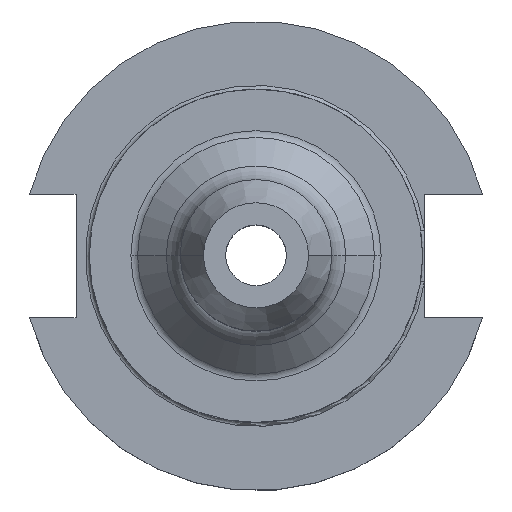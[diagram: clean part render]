
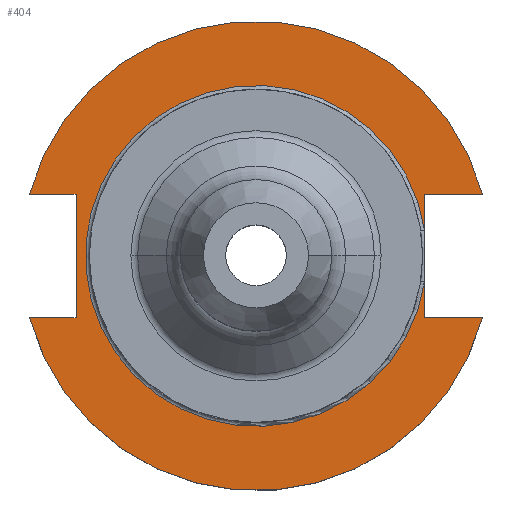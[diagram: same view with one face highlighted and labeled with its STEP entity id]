
A CAD part, top view. The second image highlights one B-rep face of the part: STEP entity #404.
In plain terms, the highlighted planar face has unit normal (0, 0, 1).
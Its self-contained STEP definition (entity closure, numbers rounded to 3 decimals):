
#22 = ORIENTED_EDGE ( 'NONE', *, *, #863, .T. ) ;
#73 = CARTESIAN_POINT ( 'NONE',  ( 0., 0., 19.05 ) ) ;
#91 = ORIENTED_EDGE ( 'NONE', *, *, #908, .F. ) ;
#133 = DIRECTION ( 'NONE',  ( 1., 0., 0. ) ) ;
#139 = CARTESIAN_POINT ( 'NONE',  ( 0., 0., 19.05 ) ) ;
#142 = DIRECTION ( 'NONE',  ( 1., 0., 0. ) ) ;
#164 = VECTOR ( 'NONE', #1842, 1000. ) ;
#191 = VECTOR ( 'NONE', #1100, 1000. ) ;
#194 = CARTESIAN_POINT ( 'NONE',  ( 35.306, 12.954, 19.05 ) ) ;
#214 = LINE ( 'NONE', #638, #191 ) ;
#234 = CIRCLE ( 'NONE', #835, 35.725 ) ;
#265 = CARTESIAN_POINT ( 'NONE',  ( 35.306, 12.954, 19.05 ) ) ;
#290 = VERTEX_POINT ( 'NONE', #885 ) ;
#299 = EDGE_CURVE ( 'NONE', #637, #739, #405, .T. ) ;
#305 = CARTESIAN_POINT ( 'NONE',  ( -47.477, 12.954, 19.05 ) ) ;
#348 = LINE ( 'NONE', #1487, #1592 ) ;
#359 = CARTESIAN_POINT ( 'NONE',  ( -37.719, -12.954, 19.05 ) ) ;
#393 = CARTESIAN_POINT ( 'NONE',  ( 47.477, -12.954, 19.05 ) ) ;
#404 = ADVANCED_FACE ( 'NONE', ( #1579 ), #622, .T. ) ;
#405 = CIRCLE ( 'NONE', #1817, 49.212 ) ;
#410 = EDGE_CURVE ( 'NONE', #817, #739, #590, .T. ) ;
#427 = DIRECTION ( 'NONE',  ( 0., 0., -1. ) ) ;
#435 = CARTESIAN_POINT ( 'NONE',  ( 0., 0., 19.05 ) ) ;
#461 = DIRECTION ( 'NONE',  ( -1., 0., 0. ) ) ;
#487 = AXIS2_PLACEMENT_3D ( 'NONE', #1251, #1857, #1518 ) ;
#521 = DIRECTION ( 'NONE',  ( -1., 0., 0. ) ) ;
#541 = EDGE_LOOP ( 'NONE', ( #1664, #1217, #1293, #861, #723, #1361, #1725, #855, #22, #91 ) ) ;
#549 = VECTOR ( 'NONE', #1430, 1000. ) ;
#550 = CARTESIAN_POINT ( 'NONE',  ( -37.719, 12.954, 19.05 ) ) ;
#590 = LINE ( 'NONE', #1557, #1018 ) ;
#622 = PLANE ( 'NONE',  #487 ) ;
#637 = VERTEX_POINT ( 'NONE', #1197 ) ;
#638 = CARTESIAN_POINT ( 'NONE',  ( 35.306, 12.954, 19.05 ) ) ;
#666 = LINE ( 'NONE', #194, #164 ) ;
#688 = CARTESIAN_POINT ( 'NONE',  ( -37.719, 12.954, 19.05 ) ) ;
#696 = CARTESIAN_POINT ( 'NONE',  ( 35.306, -5.455, 19.05 ) ) ;
#723 = ORIENTED_EDGE ( 'NONE', *, *, #299, .T. ) ;
#732 = CARTESIAN_POINT ( 'NONE',  ( -47.477, -12.954, 19.05 ) ) ;
#739 = VERTEX_POINT ( 'NONE', #305 ) ;
#811 = VERTEX_POINT ( 'NONE', #393 ) ;
#816 = AXIS2_PLACEMENT_3D ( 'NONE', #73, #1602, #1128 ) ;
#817 = VERTEX_POINT ( 'NONE', #550 ) ;
#835 = AXIS2_PLACEMENT_3D ( 'NONE', #139, #427, #133 ) ;
#855 = ORIENTED_EDGE ( 'NONE', *, *, #1443, .F. ) ;
#861 = ORIENTED_EDGE ( 'NONE', *, *, #1455, .F. ) ;
#863 = EDGE_CURVE ( 'NONE', #1909, #811, #1578, .T. ) ;
#885 = CARTESIAN_POINT ( 'NONE',  ( 35.306, 12.954, 19.05 ) ) ;
#892 = LINE ( 'NONE', #265, #1623 ) ;
#908 = EDGE_CURVE ( 'NONE', #1742, #811, #1950, .T. ) ;
#1012 = VECTOR ( 'NONE', #1157, 1000. ) ;
#1018 = VECTOR ( 'NONE', #521, 1000. ) ;
#1045 = DIRECTION ( 'NONE',  ( 1., 0., 0. ) ) ;
#1080 = CARTESIAN_POINT ( 'NONE',  ( 35.306, 5.455, 19.05 ) ) ;
#1100 = DIRECTION ( 'NONE',  ( 0., -1., 0. ) ) ;
#1128 = DIRECTION ( 'NONE',  ( 1., 0., 0. ) ) ;
#1157 = DIRECTION ( 'NONE',  ( 1., 0., 0. ) ) ;
#1197 = CARTESIAN_POINT ( 'NONE',  ( 47.477, 12.954, 19.05 ) ) ;
#1200 = DIRECTION ( 'NONE',  ( 0., 0., 1. ) ) ;
#1217 = ORIENTED_EDGE ( 'NONE', *, *, #1553, .T. ) ;
#1251 = CARTESIAN_POINT ( 'NONE',  ( 0., 49.212, 19.05 ) ) ;
#1293 = ORIENTED_EDGE ( 'NONE', *, *, #1706, .F. ) ;
#1339 = VERTEX_POINT ( 'NONE', #359 ) ;
#1361 = ORIENTED_EDGE ( 'NONE', *, *, #410, .F. ) ;
#1430 = DIRECTION ( 'NONE',  ( 0., 1., 0. ) ) ;
#1441 = LINE ( 'NONE', #688, #549 ) ;
#1443 = EDGE_CURVE ( 'NONE', #1909, #1339, #348, .T. ) ;
#1455 = EDGE_CURVE ( 'NONE', #637, #290, #892, .T. ) ;
#1470 = CARTESIAN_POINT ( 'NONE',  ( 35.306, -12.954, 19.05 ) ) ;
#1487 = CARTESIAN_POINT ( 'NONE',  ( -63.719, -12.954, 19.05 ) ) ;
#1509 = VERTEX_POINT ( 'NONE', #696 ) ;
#1518 = DIRECTION ( 'NONE',  ( 1., 0., 0. ) ) ;
#1521 = EDGE_CURVE ( 'NONE', #1339, #817, #1441, .T. ) ;
#1546 = CARTESIAN_POINT ( 'NONE',  ( 35.306, -12.954, 19.05 ) ) ;
#1553 = EDGE_CURVE ( 'NONE', #1509, #1775, #234, .T. ) ;
#1557 = CARTESIAN_POINT ( 'NONE',  ( -63.719, 12.954, 19.05 ) ) ;
#1578 = CIRCLE ( 'NONE', #816, 49.212 ) ;
#1579 = FACE_OUTER_BOUND ( 'NONE', #541, .T. ) ;
#1592 = VECTOR ( 'NONE', #142, 1000. ) ;
#1602 = DIRECTION ( 'NONE',  ( 0., 0., 1. ) ) ;
#1623 = VECTOR ( 'NONE', #461, 1000. ) ;
#1664 = ORIENTED_EDGE ( 'NONE', *, *, #1714, .F. ) ;
#1706 = EDGE_CURVE ( 'NONE', #290, #1775, #214, .T. ) ;
#1714 = EDGE_CURVE ( 'NONE', #1509, #1742, #666, .T. ) ;
#1725 = ORIENTED_EDGE ( 'NONE', *, *, #1521, .F. ) ;
#1742 = VERTEX_POINT ( 'NONE', #1546 ) ;
#1775 = VERTEX_POINT ( 'NONE', #1080 ) ;
#1817 = AXIS2_PLACEMENT_3D ( 'NONE', #435, #1200, #1045 ) ;
#1842 = DIRECTION ( 'NONE',  ( 0., -1., 0. ) ) ;
#1857 = DIRECTION ( 'NONE',  ( 0., 0., 1. ) ) ;
#1909 = VERTEX_POINT ( 'NONE', #732 ) ;
#1950 = LINE ( 'NONE', #1470, #1012 ) ;
